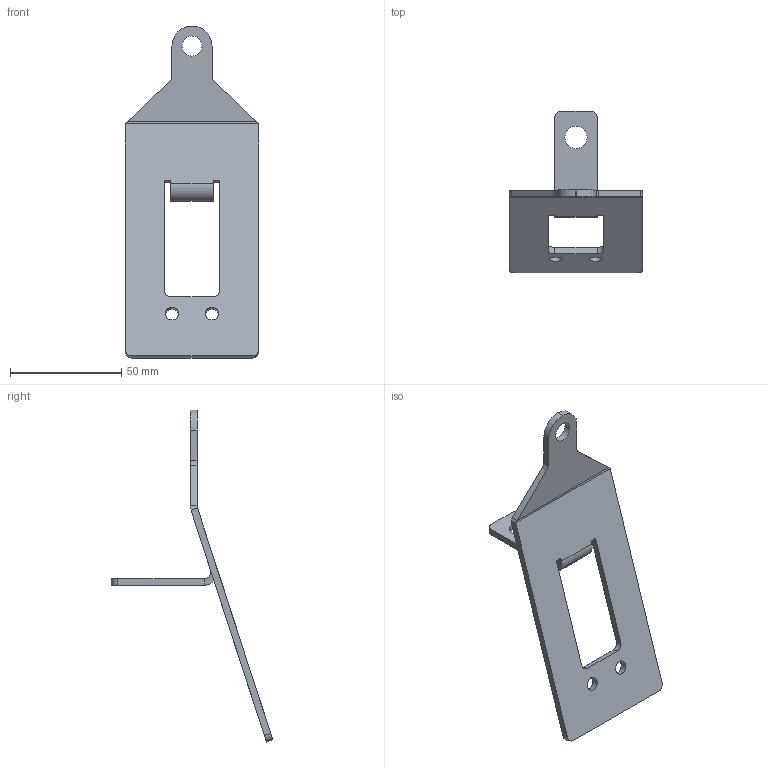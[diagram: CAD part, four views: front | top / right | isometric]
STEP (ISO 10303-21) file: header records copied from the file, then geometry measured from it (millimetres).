
FILE_DESCRIPTION(/* description */ (''),/* implementation_level */ '2;1');
FILE_NAME(/* name */ 'attache-tracto v8.step',/* time_stamp */ '2021-03-15T22:37:59+01:00',/* author */ (''),/* organization */ (''),/* preprocessor_version */ 'ST-DEVELOPER v18.1',/* originating_system */ 'Autodesk Translation Framework v9.3.0.1241',/* authorisation */ '');
FILE_SCHEMA (('AUTOMOTIVE_DESIGN { 1 0 10303 214 3 1 1 }'));
Length unit declared in the file: millimetre
Products named in the file (1): attache-tracto
Bounding box: 60 x 72.56 x 149.07 mm (x, y, z)
Volume: 21563.2 mm3; surface area: 16620.6 mm2
Topology: 1 solids, 1 shells, 46 faces, 118 edges, 74 vertices
Faces by surface type: plane 26, cylinder 18, bspline 2
Full cylindrical faces by diameter (mm): 6 x2, 9 x1, 10 x1
Entity records: 1463 total; most frequent: CARTESIAN_POINT 281, ORIENTED_EDGE 236, DIRECTION 236, EDGE_CURVE 118, LINE 82, VECTOR 82, AXIS2_PLACEMENT_3D 77, VERTEX_POINT 74
